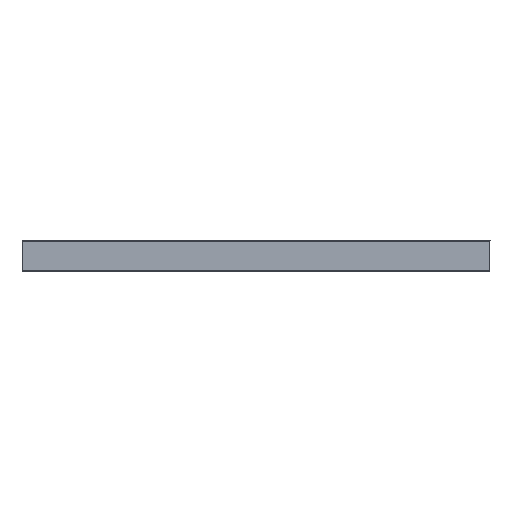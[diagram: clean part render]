
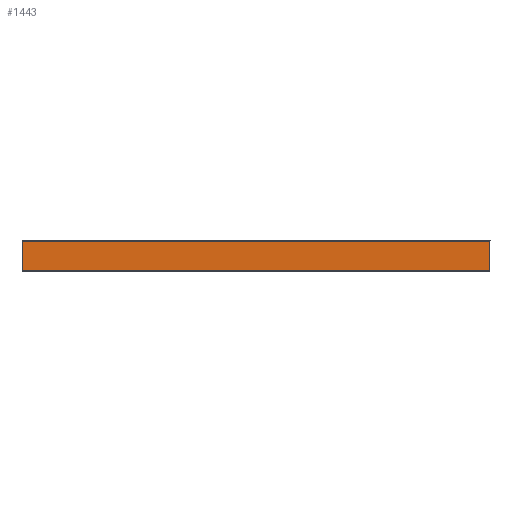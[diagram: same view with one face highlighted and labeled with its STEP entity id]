
A CAD part, top view. The second image highlights one B-rep face of the part: STEP entity #1443.
In plain terms, the highlighted planar face has unit normal (0, 0, 1).
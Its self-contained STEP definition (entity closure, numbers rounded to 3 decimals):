
#105=FACE_OUTER_BOUND('',#175,.T.);
#175=EDGE_LOOP('',(#1189,#1190,#1191,#1192));
#360=LINE('',#2391,#492);
#387=LINE('',#2489,#519);
#389=LINE('',#2496,#521);
#390=LINE('',#2497,#522);
#492=VECTOR('',#1885,1.);
#519=VECTOR('',#1986,1.);
#521=VECTOR('',#1994,1.);
#522=VECTOR('',#1995,1.);
#660=VERTEX_POINT('',#2388);
#661=VERTEX_POINT('',#2390);
#695=VERTEX_POINT('',#2487);
#697=VERTEX_POINT('',#2495);
#863=EDGE_CURVE('',#661,#660,#360,.T.);
#913=EDGE_CURVE('',#695,#660,#387,.F.);
#916=EDGE_CURVE('',#697,#695,#389,.T.);
#917=EDGE_CURVE('',#697,#661,#390,.T.);
#1189=ORIENTED_EDGE('',*,*,#913,.F.);
#1190=ORIENTED_EDGE('',*,*,#916,.F.);
#1191=ORIENTED_EDGE('',*,*,#917,.T.);
#1192=ORIENTED_EDGE('',*,*,#863,.T.);
#1382=PLANE('',#1641);
#1443=ADVANCED_FACE('',(#105),#1382,.T.);
#1641=AXIS2_PLACEMENT_3D('',#2494,#1992,#1993);
#1885=DIRECTION('',(0.,1.,0.));
#1986=DIRECTION('',(-1.,0.,0.));
#1992=DIRECTION('center_axis',(0.,0.,1.));
#1993=DIRECTION('ref_axis',(0.,-1.,0.));
#1994=DIRECTION('',(0.,1.,0.));
#1995=DIRECTION('',(1.,0.,0.));
#2388=CARTESIAN_POINT('',(2931.694,-39.591,-48.5));
#2390=CARTESIAN_POINT('',(2931.694,-232.591,-48.5));
#2391=CARTESIAN_POINT('',(2931.694,-136.091,-48.5));
#2487=CARTESIAN_POINT('',(-98.306,-39.591,-48.5));
#2489=CARTESIAN_POINT('',(1416.694,-39.591,-48.5));
#2494=CARTESIAN_POINT('Origin',(1416.694,-39.591,-48.5));
#2495=CARTESIAN_POINT('',(-98.306,-232.591,-48.5));
#2496=CARTESIAN_POINT('',(-98.306,-136.091,-48.5));
#2497=CARTESIAN_POINT('',(1416.694,-232.591,-48.5));
